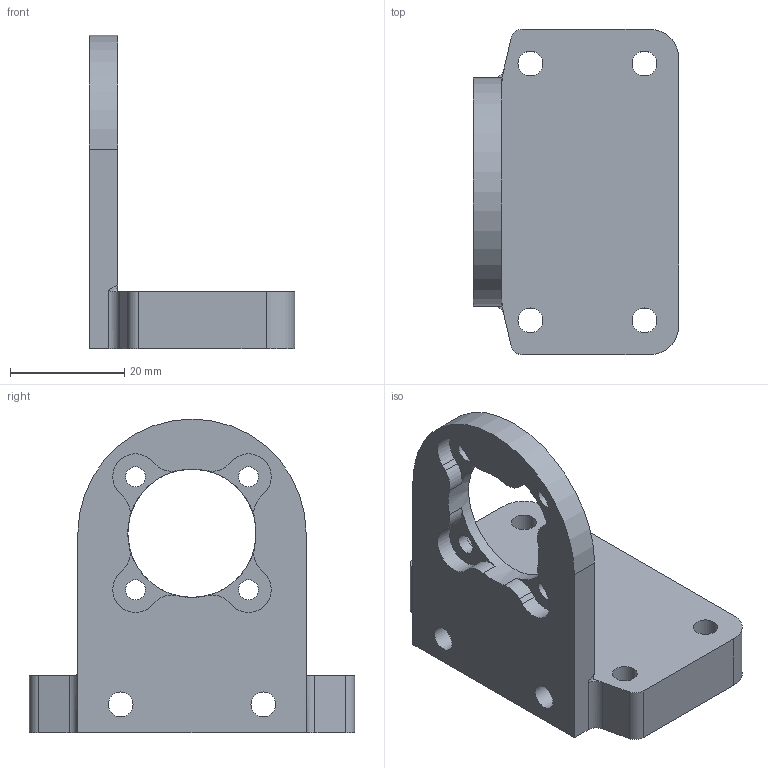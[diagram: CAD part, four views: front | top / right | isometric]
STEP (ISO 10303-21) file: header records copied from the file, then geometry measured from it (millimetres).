
FILE_DESCRIPTION(('FreeCAD Model'),'2;1');
FILE_NAME('Open CASCADE Shape Model','2025-03-03T16:10:44',(''),(''), 'Open CASCADE STEP processor 7.7','FreeCAD','Unknown');
FILE_SCHEMA(('AUTOMOTIVE_DESIGN { 1 0 10303 214 1 1 1 1 }'));
Length unit declared in the file: millimetre
Products named in the file (1): Slides Motor Mount
Bounding box: 36 x 57 x 55 mm (x, y, z)
Volume: 23193.8 mm3; surface area: 10306.1 mm2
Topology: 1 solids, 1 shells, 55 faces, 165 edges, 112 vertices
Faces by surface type: cylinder 30, plane 23, bspline 2
Full cylindrical faces by diameter (mm): 3.5 x4, 4.35 x6, 22.5 x1
Entity records: 2169 total; most frequent: CARTESIAN_POINT 559, DIRECTION 339, ORIENTED_EDGE 330, EDGE_CURVE 165, AXIS2_PLACEMENT_3D 128, VERTEX_POINT 112, LINE 83, VECTOR 83
